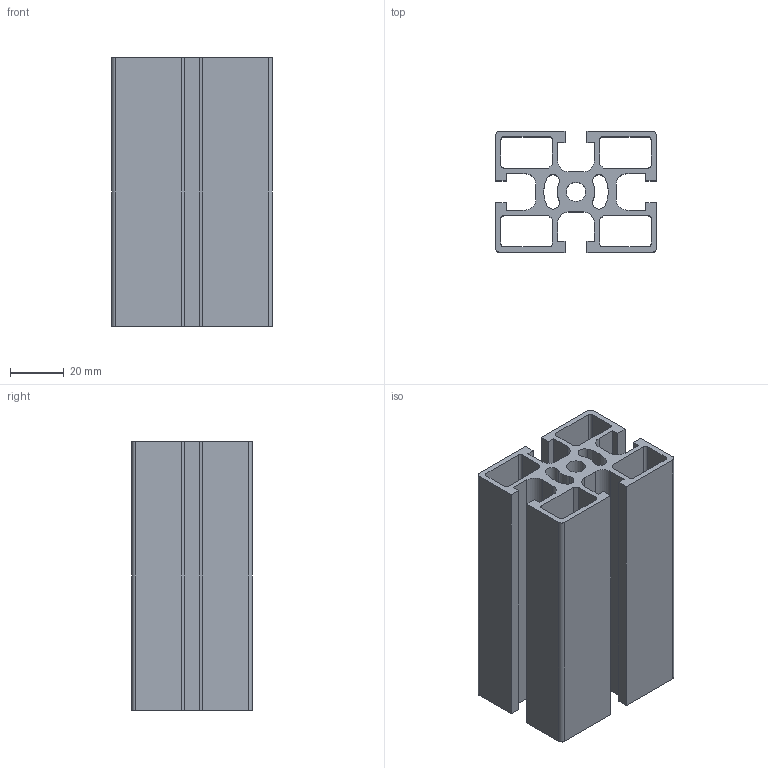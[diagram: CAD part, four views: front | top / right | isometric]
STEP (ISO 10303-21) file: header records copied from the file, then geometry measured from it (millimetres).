
FILE_DESCRIPTION(/* description */ (''),/* implementation_level */ '2;1');
FILE_NAME(/* name */ '104560_1.stp',/* time_stamp */ '2014-08-04T11:09:02+02:00',/* author */ ('jank'),/* organization */ (''),/* preprocessor_version */ 'ST-DEVELOPER v15.2',/* originating_system */ 'Autodesk Inventor 2014',/* authorisation */ '');
FILE_SCHEMA (('CONFIG_CONTROL_DESIGN'));
Length unit declared in the file: millimetre
Products named in the file (1): 104560
Bounding box: 60 x 45 x 100 mm (x, y, z)
Volume: 94277.8 mm3; surface area: 70171 mm2
Topology: 1 solids, 1 shells, 91 faces, 267 edges, 178 vertices
Faces by surface type: plane 58, cylinder 33
Full cylindrical faces by diameter (mm): 7.2 x1
Entity records: 3078 total; most frequent: CARTESIAN_POINT 536, ORIENTED_EDGE 532, DIRECTION 516, EDGE_CURVE 266, LINE 200, VECTOR 200, VERTEX_POINT 178, AXIS2_PLACEMENT_3D 158
